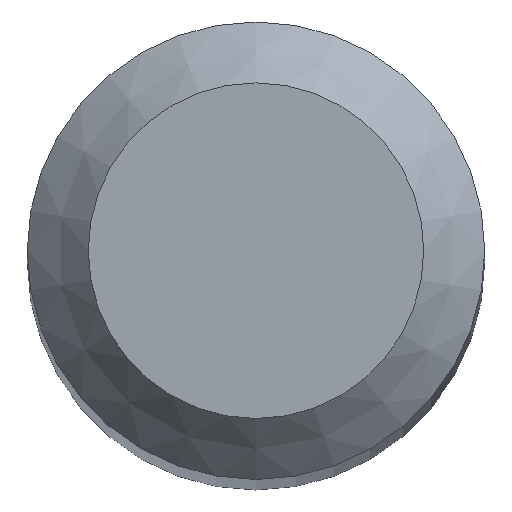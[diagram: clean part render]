
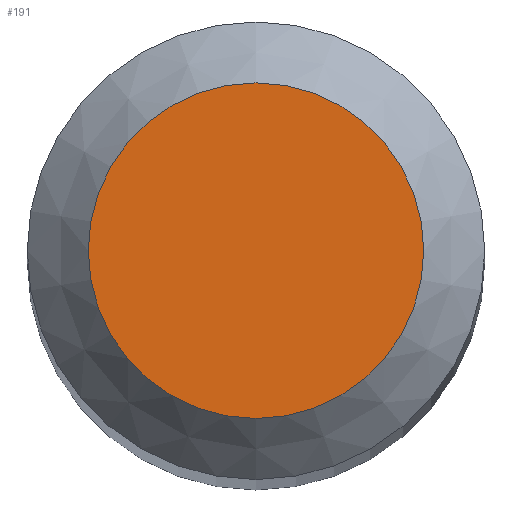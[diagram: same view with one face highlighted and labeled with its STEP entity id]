
A CAD part, top view. The second image highlights one B-rep face of the part: STEP entity #191.
In plain terms, the highlighted planar face has unit normal (0, 0, 1).
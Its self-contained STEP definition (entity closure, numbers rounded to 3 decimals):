
#13 = PLANE ( 'NONE',  #127 ) ;
#27 = DIRECTION ( 'NONE',  ( 0., 0., -1. ) ) ;
#33 = VERTEX_POINT ( 'NONE', #134 ) ;
#53 = EDGE_CURVE ( 'NONE', #33, #33, #91, .T. ) ;
#69 = CARTESIAN_POINT ( 'NONE',  ( 0., 0., 30. ) ) ;
#75 = CARTESIAN_POINT ( 'NONE',  ( 0., 0., 30. ) ) ;
#91 = CIRCLE ( 'NONE', #122, 0.55 ) ;
#95 = DIRECTION ( 'NONE',  ( 0., 0., -1. ) ) ;
#100 = DIRECTION ( 'NONE',  ( 0., 1., 0. ) ) ;
#110 = EDGE_LOOP ( 'NONE', ( #152 ) ) ;
#115 = FACE_OUTER_BOUND ( 'NONE', #110, .T. ) ;
#122 = AXIS2_PLACEMENT_3D ( 'NONE', #69, #95, #162 ) ;
#127 = AXIS2_PLACEMENT_3D ( 'NONE', #75, #27, #100 ) ;
#134 = CARTESIAN_POINT ( 'NONE',  ( 0., 0.55, 30. ) ) ;
#152 = ORIENTED_EDGE ( 'NONE', *, *, #53, .F. ) ;
#162 = DIRECTION ( 'NONE',  ( 0., 1., 0. ) ) ;
#191 = ADVANCED_FACE ( 'NONE', ( #115 ), #13, .F. ) ;
